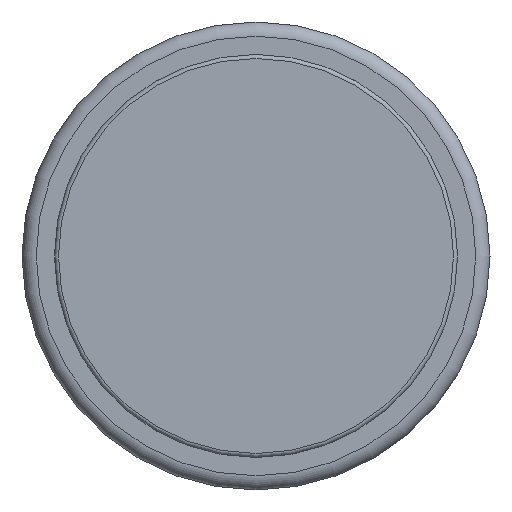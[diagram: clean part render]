
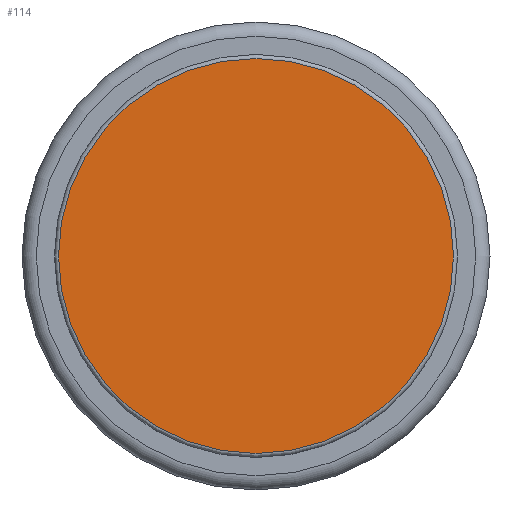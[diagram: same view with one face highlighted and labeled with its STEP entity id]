
A CAD part, top view. The second image highlights one B-rep face of the part: STEP entity #114.
In plain terms, the highlighted planar face has unit normal (0, 0, 1).
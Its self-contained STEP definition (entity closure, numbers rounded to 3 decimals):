
#114 = ADVANCED_FACE( '', ( #254 ), #255, .F. );
#254 = FACE_OUTER_BOUND( '', #411, .T. );
#255 = PLANE( '', #412 );
#411 = EDGE_LOOP( '', ( #636 ) );
#412 = AXIS2_PLACEMENT_3D( '', #637, #638, #639 );
#636 = ORIENTED_EDGE( '', *, *, #757, .T. );
#637 = CARTESIAN_POINT( '', ( 9.9, 0., 70. ) );
#638 = DIRECTION( '', ( 0., 0., -1. ) );
#639 = DIRECTION( '', ( 1., 0., 0. ) );
#757 = EDGE_CURVE( '', #866, #866, #867, .F. );
#866 = VERTEX_POINT( '', #1008 );
#867 = CIRCLE( '', #1009, 9.7 );
#1008 = CARTESIAN_POINT( '', ( 9.7, 0., 70. ) );
#1009 = AXIS2_PLACEMENT_3D( '', #1167, #1168, #1169 );
#1167 = CARTESIAN_POINT( '', ( 0., 0., 70. ) );
#1168 = DIRECTION( '', ( 0., 0., -1. ) );
#1169 = DIRECTION( '', ( 1., 0., 0. ) );
